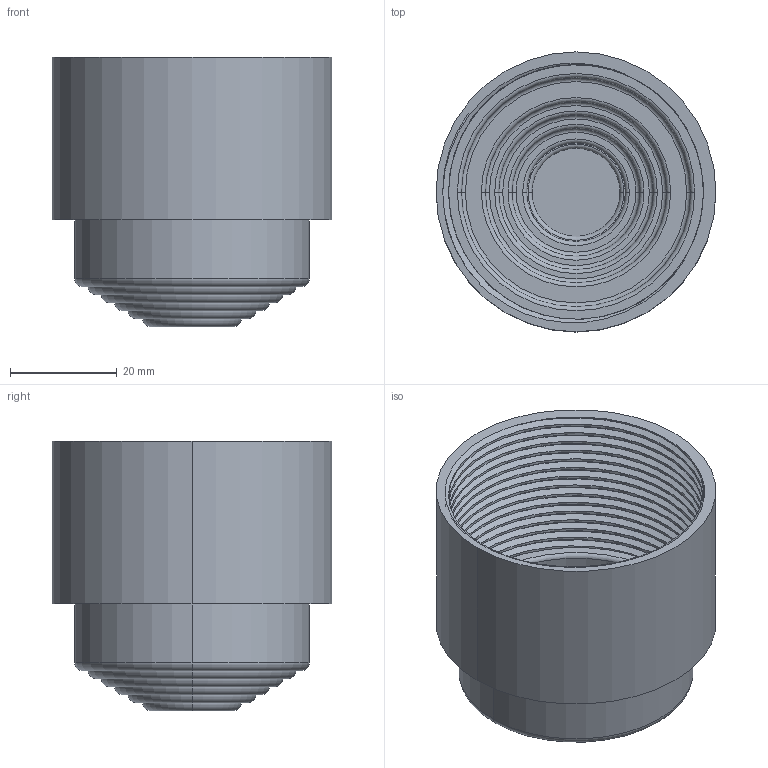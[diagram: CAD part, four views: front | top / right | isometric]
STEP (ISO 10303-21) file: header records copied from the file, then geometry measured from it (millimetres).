
FILE_DESCRIPTION (( 'STEP AP203' ), '1' );
FILE_NAME ('DiffuseurOeuilleton.STEP', '2022-11-14T18:14:37', ( '' ), ( '' ), 'SwSTEP 2.0', 'SolidWorks 2021', '' );
FILE_SCHEMA (( 'CONFIG_CONTROL_DESIGN' ));
Length unit declared in the file: millimetre
Products named in the file (1): DiffuseurOeuilleton
Bounding box: 52.5 x 52.5 x 50.5 mm (x, y, z)
Volume: 13434.8 mm3; surface area: 20800.5 mm2
Topology: 2 solids, 2 shells, 91 faces, 211 edges, 135 vertices
Faces by surface type: cylinder 41, torus 32, plane 15, bspline 3
Entity records: 6420 total; most frequent: CARTESIAN_POINT 4381, DIRECTION 422, ORIENTED_EDGE 422, EDGE_CURVE 211, AXIS2_PLACEMENT_3D 191, VERTEX_POINT 135, EDGE_LOOP 104, CIRCLE 102
